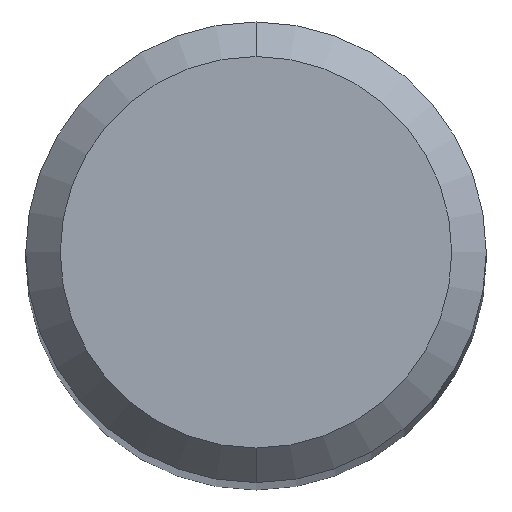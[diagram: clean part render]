
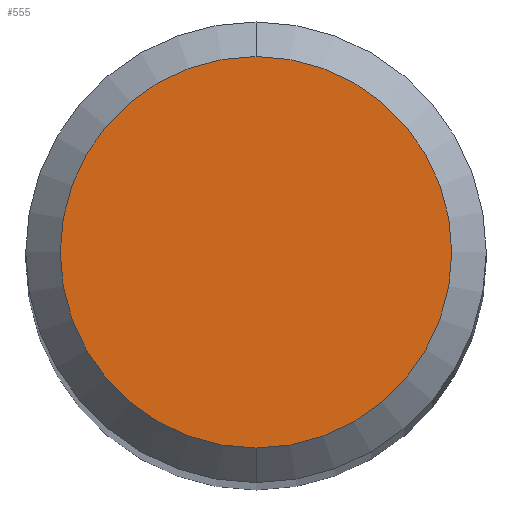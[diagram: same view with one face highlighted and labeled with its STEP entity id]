
A CAD part, top view. The second image highlights one B-rep face of the part: STEP entity #555.
In plain terms, the highlighted planar face has unit normal (0, 0, 1).
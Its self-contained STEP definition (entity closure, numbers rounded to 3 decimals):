
#375=EDGE_CURVE('',#995,#507,#1055,.T.);
#507=VERTEX_POINT('',#1200);
#555=ADVANCED_FACE('',(#1253),#1254,.T.);
#907=EDGE_CURVE('',#507,#995,#1638,.T.);
#995=VERTEX_POINT('',#1734);
#1055=CIRCLE('',#1808,1.7);
#1200=CARTESIAN_POINT('',(0.0,1.7,0.0));
#1253=FACE_OUTER_BOUND('',#2838,.T.);
#1254=PLANE('',#2839);
#1638=CIRCLE('',#4347,1.7);
#1734=CARTESIAN_POINT('',(0.,-1.7,0.0));
#1808=AXIS2_PLACEMENT_3D('',#4939,#4940,#4941);
#2838=EDGE_LOOP('',(#5147,#5148));
#2839=AXIS2_PLACEMENT_3D('',#5149,#5150,#5151);
#4347=AXIS2_PLACEMENT_3D('',#5519,#5520,#5521);
#4939=CARTESIAN_POINT('',(0.0,0.0,0.0));
#4940=DIRECTION('',(0.0,0.0,-1.0));
#4941=DIRECTION('',(0.0,1.0,0.0));
#5147=ORIENTED_EDGE('',*,*,#907,.F.);
#5148=ORIENTED_EDGE('',*,*,#375,.F.);
#5149=CARTESIAN_POINT('',(0.0,0.85,0.0));
#5150=DIRECTION('',(-0.0,0.0,1.0));
#5151=DIRECTION('',(0.0,-1.0,0.0));
#5519=CARTESIAN_POINT('',(0.0,0.0,0.0));
#5520=DIRECTION('',(0.0,0.0,-1.0));
#5521=DIRECTION('',(0.0,1.0,0.0));
